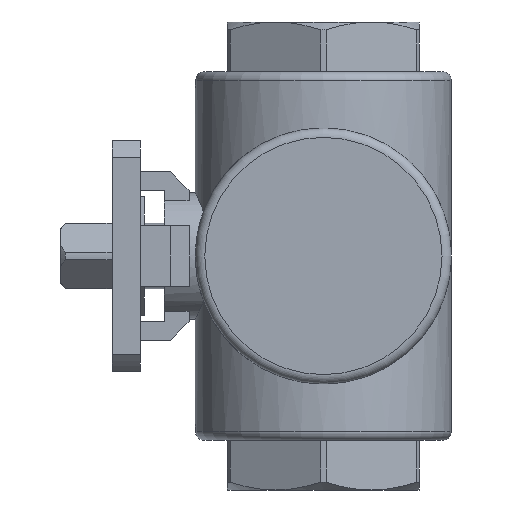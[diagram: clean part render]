
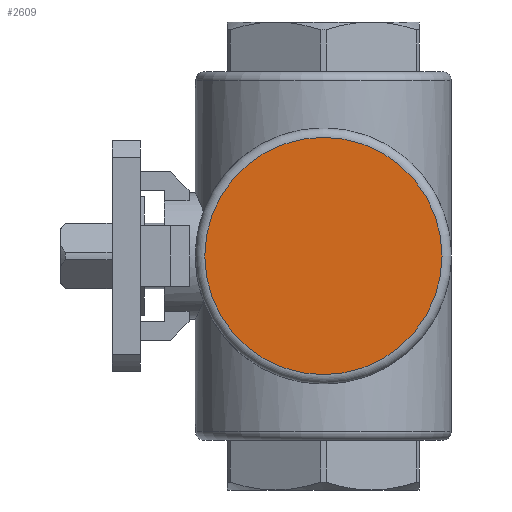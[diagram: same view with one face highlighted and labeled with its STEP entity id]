
A CAD part, left-side view. The second image highlights one B-rep face of the part: STEP entity #2609.
In plain terms, the highlighted planar face has unit normal (-1, 0, 0).
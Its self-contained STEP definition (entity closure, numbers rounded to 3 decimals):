
#34=PLANE('',#2862);
#616=CIRCLE('',#2863,25.35);
#911=ORIENTED_EDGE('',*,*,#1639,.T.);
#1639=EDGE_CURVE('',#1977,#1977,#616,.T.);
#1977=VERTEX_POINT('',#4362);
#2206=EDGE_LOOP('',(#911));
#2399=FACE_BOUND('',#2206,.T.);
#2609=ADVANCED_FACE('',(#2399),#34,.F.);
#2862=AXIS2_PLACEMENT_3D('',#4360,#3357,#3358);
#2863=AXIS2_PLACEMENT_3D('',#4361,#3359,#3360);
#3357=DIRECTION('',(1.,0.,0.));
#3358=DIRECTION('',(0.,1.,0.));
#3359=DIRECTION('',(-1.,0.,0.));
#3360=DIRECTION('',(0.,-1.,0.));
#4360=CARTESIAN_POINT('',(-32.,-25.35,0.));
#4361=CARTESIAN_POINT('',(-32.,0.,0.));
#4362=CARTESIAN_POINT('',(-32.,-25.35,0.));
